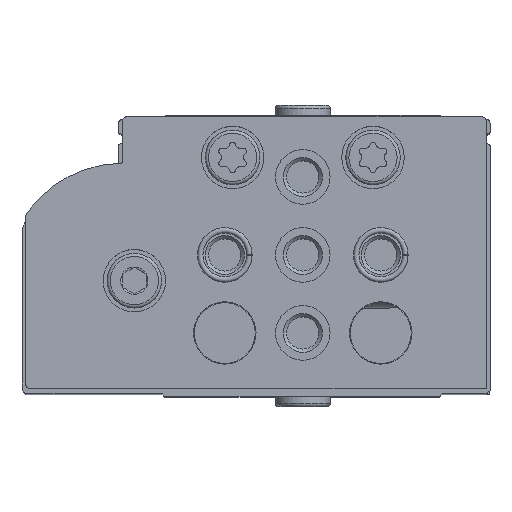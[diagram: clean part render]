
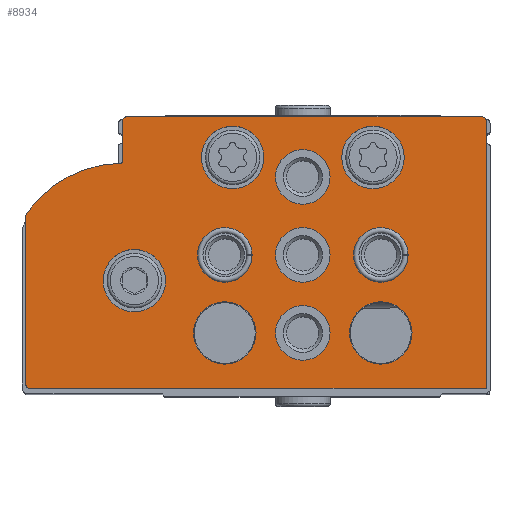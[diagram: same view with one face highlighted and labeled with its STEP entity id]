
A CAD part, top view. The second image highlights one B-rep face of the part: STEP entity #8934.
In plain terms, the highlighted face is planar.
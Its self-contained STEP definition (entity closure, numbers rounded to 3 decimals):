
#904=LINE('',#14972,#1576);
#906=LINE('',#14976,#1578);
#909=LINE('',#14984,#1581);
#914=LINE('',#15000,#1586);
#917=LINE('',#15008,#1589);
#1576=VECTOR('',#12064,1000.);
#1578=VECTOR('',#12068,1000.);
#1581=VECTOR('',#12077,1000.);
#1586=VECTOR('',#12096,1000.);
#1589=VECTOR('',#12105,1000.);
#3386=ORIENTED_EDGE('',*,*,#5034,.T.);
#3387=ORIENTED_EDGE('',*,*,#5035,.T.);
#3388=ORIENTED_EDGE('',*,*,#5036,.T.);
#3389=ORIENTED_EDGE('',*,*,#5037,.T.);
#3390=ORIENTED_EDGE('',*,*,#5038,.T.);
#3391=ORIENTED_EDGE('',*,*,#5039,.T.);
#3392=ORIENTED_EDGE('',*,*,#5040,.T.);
#3393=ORIENTED_EDGE('',*,*,#5041,.T.);
#3394=ORIENTED_EDGE('',*,*,#5042,.T.);
#3395=ORIENTED_EDGE('',*,*,#5043,.T.);
#3396=ORIENTED_EDGE('',*,*,#5011,.F.);
#3397=ORIENTED_EDGE('',*,*,#5032,.F.);
#3398=ORIENTED_EDGE('',*,*,#5030,.F.);
#3399=ORIENTED_EDGE('',*,*,#5028,.F.);
#3400=ORIENTED_EDGE('',*,*,#5026,.T.);
#3401=ORIENTED_EDGE('',*,*,#5024,.F.);
#3402=ORIENTED_EDGE('',*,*,#5022,.F.);
#3403=ORIENTED_EDGE('',*,*,#5020,.F.);
#3404=ORIENTED_EDGE('',*,*,#5018,.F.);
#3405=ORIENTED_EDGE('',*,*,#5016,.F.);
#3406=ORIENTED_EDGE('',*,*,#5014,.F.);
#5011=EDGE_CURVE('',#6004,#6005,#6566,.T.);
#5014=EDGE_CURVE('',#6005,#6006,#904,.T.);
#5016=EDGE_CURVE('',#6006,#6007,#906,.T.);
#5018=EDGE_CURVE('',#6007,#6008,#6567,.T.);
#5020=EDGE_CURVE('',#6008,#6009,#909,.T.);
#5022=EDGE_CURVE('',#6009,#6010,#6568,.T.);
#5024=EDGE_CURVE('',#6010,#6011,#6569,.T.);
#5026=EDGE_CURVE('',#6012,#6011,#6570,.T.);
#5028=EDGE_CURVE('',#6012,#6013,#914,.T.);
#5030=EDGE_CURVE('',#6013,#6014,#6571,.T.);
#5032=EDGE_CURVE('',#6014,#6004,#917,.T.);
#5034=EDGE_CURVE('',#6015,#6015,#6572,.T.);
#5035=EDGE_CURVE('',#6016,#6016,#6573,.T.);
#5036=EDGE_CURVE('',#6017,#6017,#6574,.T.);
#5037=EDGE_CURVE('',#6018,#6018,#6575,.T.);
#5038=EDGE_CURVE('',#6019,#6019,#6576,.T.);
#5039=EDGE_CURVE('',#6020,#6020,#6577,.T.);
#5040=EDGE_CURVE('',#6021,#6021,#6578,.T.);
#5041=EDGE_CURVE('',#6022,#6022,#6579,.T.);
#5042=EDGE_CURVE('',#6023,#6023,#6580,.T.);
#5043=EDGE_CURVE('',#6024,#6024,#6581,.T.);
#6004=VERTEX_POINT('',#14967);
#6005=VERTEX_POINT('',#14968);
#6006=VERTEX_POINT('',#14973);
#6007=VERTEX_POINT('',#14977);
#6008=VERTEX_POINT('',#14981);
#6009=VERTEX_POINT('',#14985);
#6010=VERTEX_POINT('',#14989);
#6011=VERTEX_POINT('',#14993);
#6012=VERTEX_POINT('',#14997);
#6013=VERTEX_POINT('',#15001);
#6014=VERTEX_POINT('',#15005);
#6015=VERTEX_POINT('',#15012);
#6016=VERTEX_POINT('',#15014);
#6017=VERTEX_POINT('',#15016);
#6018=VERTEX_POINT('',#15018);
#6019=VERTEX_POINT('',#15020);
#6020=VERTEX_POINT('',#15022);
#6021=VERTEX_POINT('',#15024);
#6022=VERTEX_POINT('',#15026);
#6023=VERTEX_POINT('',#15028);
#6024=VERTEX_POINT('',#15030);
#6566=CIRCLE('',#9857,0.5);
#6567=CIRCLE('',#9861,0.5);
#6568=CIRCLE('',#9864,1.);
#6569=CIRCLE('',#9866,15.);
#6570=CIRCLE('',#9868,0.3);
#6571=CIRCLE('',#9871,0.5);
#6572=CIRCLE('',#9874,4.);
#6573=CIRCLE('',#9875,4.);
#6574=CIRCLE('',#9876,4.);
#6575=CIRCLE('',#9877,3.5);
#6576=CIRCLE('',#9878,3.5);
#6577=CIRCLE('',#9879,3.5);
#6578=CIRCLE('',#9880,3.5);
#6579=CIRCLE('',#9881,3.5);
#6580=CIRCLE('',#9882,4.);
#6581=CIRCLE('',#9883,4.);
#7223=EDGE_LOOP('',(#3386));
#7224=EDGE_LOOP('',(#3387));
#7225=EDGE_LOOP('',(#3388));
#7226=EDGE_LOOP('',(#3389));
#7227=EDGE_LOOP('',(#3390));
#7228=EDGE_LOOP('',(#3391));
#7229=EDGE_LOOP('',(#3392));
#7230=EDGE_LOOP('',(#3393));
#7231=EDGE_LOOP('',(#3394));
#7232=EDGE_LOOP('',(#3395));
#7233=EDGE_LOOP('',(#3396,#3397,#3398,#3399,#3400,#3401,#3402,#3403,#3404,
#3405,#3406));
#8012=FACE_BOUND('',#7223,.T.);
#8013=FACE_BOUND('',#7224,.T.);
#8014=FACE_BOUND('',#7225,.T.);
#8015=FACE_BOUND('',#7226,.T.);
#8016=FACE_BOUND('',#7227,.T.);
#8017=FACE_BOUND('',#7228,.T.);
#8018=FACE_BOUND('',#7229,.T.);
#8019=FACE_BOUND('',#7230,.T.);
#8020=FACE_BOUND('',#7231,.T.);
#8021=FACE_BOUND('',#7232,.T.);
#8022=FACE_BOUND('',#7233,.T.);
#8511=PLANE('',#9873);
#8934=ADVANCED_FACE('',(#8012,#8013,#8014,#8015,#8016,#8017,#8018,#8019,
#8020,#8021,#8022),#8511,.F.);
#9857=AXIS2_PLACEMENT_3D('',#14966,#12058,#12059);
#9861=AXIS2_PLACEMENT_3D('',#14980,#12072,#12073);
#9864=AXIS2_PLACEMENT_3D('',#14988,#12081,#12082);
#9866=AXIS2_PLACEMENT_3D('',#14992,#12086,#12087);
#9868=AXIS2_PLACEMENT_3D('',#14996,#12091,#12092);
#9871=AXIS2_PLACEMENT_3D('',#15004,#12100,#12101);
#9873=AXIS2_PLACEMENT_3D('',#15010,#12107,#12108);
#9874=AXIS2_PLACEMENT_3D('',#15011,#12109,#12110);
#9875=AXIS2_PLACEMENT_3D('',#15013,#12111,#12112);
#9876=AXIS2_PLACEMENT_3D('',#15015,#12113,#12114);
#9877=AXIS2_PLACEMENT_3D('',#15017,#12115,#12116);
#9878=AXIS2_PLACEMENT_3D('',#15019,#12117,#12118);
#9879=AXIS2_PLACEMENT_3D('',#15021,#12119,#12120);
#9880=AXIS2_PLACEMENT_3D('',#15023,#12121,#12122);
#9881=AXIS2_PLACEMENT_3D('',#15025,#12123,#12124);
#9882=AXIS2_PLACEMENT_3D('',#15027,#12125,#12126);
#9883=AXIS2_PLACEMENT_3D('',#15029,#12127,#12128);
#12058=DIRECTION('',(0.,0.,1.));
#12059=DIRECTION('',(1.,0.,0.));
#12064=DIRECTION('',(0.,-1.,0.));
#12068=DIRECTION('',(1.,0.,0.));
#12072=DIRECTION('',(0.,0.,1.));
#12073=DIRECTION('',(1.,0.,0.));
#12077=DIRECTION('',(0.,1.,0.));
#12081=DIRECTION('',(0.,0.,1.));
#12082=DIRECTION('',(1.,0.,0.));
#12086=DIRECTION('',(0.,0.,1.));
#12087=DIRECTION('',(1.,0.,0.));
#12091=DIRECTION('',(0.,0.,1.));
#12092=DIRECTION('',(1.,0.,0.));
#12096=DIRECTION('',(0.,1.,0.));
#12100=DIRECTION('',(0.,0.,1.));
#12101=DIRECTION('',(1.,0.,0.));
#12105=DIRECTION('',(-1.,0.,0.));
#12107=DIRECTION('',(0.,0.,1.));
#12108=DIRECTION('',(1.,0.,0.));
#12109=DIRECTION('',(0.,0.,1.));
#12110=DIRECTION('',(1.,0.,0.));
#12111=DIRECTION('',(0.,0.,1.));
#12112=DIRECTION('',(1.,0.,0.));
#12113=DIRECTION('',(0.,0.,1.));
#12114=DIRECTION('',(1.,0.,0.));
#12115=DIRECTION('',(0.,0.,1.));
#12116=DIRECTION('',(1.,0.,0.));
#12117=DIRECTION('',(0.,0.,1.));
#12118=DIRECTION('',(1.,0.,0.));
#12119=DIRECTION('',(0.,0.,1.));
#12120=DIRECTION('',(1.,0.,0.));
#12121=DIRECTION('',(0.,0.,1.));
#12122=DIRECTION('',(1.,0.,0.));
#12123=DIRECTION('',(0.,0.,1.));
#12124=DIRECTION('',(1.,0.,0.));
#12125=DIRECTION('',(0.,0.,1.));
#12126=DIRECTION('',(1.,0.,0.));
#12127=DIRECTION('',(0.,0.,1.));
#12128=DIRECTION('',(1.,0.,0.));
#14966=CARTESIAN_POINT('',(0.5,34.3,0.));
#14967=CARTESIAN_POINT('',(0.5,34.8,0.));
#14968=CARTESIAN_POINT('',(0.,34.3,0.));
#14972=CARTESIAN_POINT('',(0.,34.3,0.));
#14973=CARTESIAN_POINT('',(0.,0.,0.));
#14976=CARTESIAN_POINT('',(0.,0.,0.));
#14977=CARTESIAN_POINT('',(58.5,0.,0.));
#14980=CARTESIAN_POINT('',(58.5,0.5,0.));
#14981=CARTESIAN_POINT('',(59.,0.5,0.));
#14984=CARTESIAN_POINT('',(59.,0.5,0.));
#14985=CARTESIAN_POINT('',(59.,21.976,0.));
#14988=CARTESIAN_POINT('',(58.,21.976,0.));
#14989=CARTESIAN_POINT('',(58.814,22.557,0.));
#14992=CARTESIAN_POINT('',(46.6,13.85,0.));
#14993=CARTESIAN_POINT('',(46.894,28.847,0.));
#14996=CARTESIAN_POINT('',(46.9,29.147,0.));
#14997=CARTESIAN_POINT('',(46.6,29.147,0.));
#15000=CARTESIAN_POINT('',(46.6,29.147,0.));
#15001=CARTESIAN_POINT('',(46.6,34.3,0.));
#15004=CARTESIAN_POINT('',(46.1,34.3,0.));
#15005=CARTESIAN_POINT('',(46.1,34.8,0.));
#15008=CARTESIAN_POINT('',(46.1,34.8,0.));
#15010=CARTESIAN_POINT('',(0.5,34.3,0.));
#15011=CARTESIAN_POINT('',(45.1,13.8,0.));
#15012=CARTESIAN_POINT('',(49.1,13.8,0.));
#15013=CARTESIAN_POINT('',(32.5,29.6,0.));
#15014=CARTESIAN_POINT('',(36.5,29.6,0.));
#15015=CARTESIAN_POINT('',(14.5,29.6,0.));
#15016=CARTESIAN_POINT('',(18.5,29.6,0.));
#15017=CARTESIAN_POINT('',(23.5,27.1,0.));
#15018=CARTESIAN_POINT('',(27.,27.1,0.));
#15019=CARTESIAN_POINT('',(33.5,17.1,0.));
#15020=CARTESIAN_POINT('',(37.,17.1,0.));
#15021=CARTESIAN_POINT('',(23.5,17.1,0.));
#15022=CARTESIAN_POINT('',(27.,17.1,0.));
#15023=CARTESIAN_POINT('',(13.5,17.1,0.));
#15024=CARTESIAN_POINT('',(17.,17.1,0.));
#15025=CARTESIAN_POINT('',(23.5,7.1,0.));
#15026=CARTESIAN_POINT('',(27.,7.1,0.));
#15027=CARTESIAN_POINT('',(33.5,7.1,0.));
#15028=CARTESIAN_POINT('',(37.5,7.1,0.));
#15029=CARTESIAN_POINT('',(13.5,7.1,0.));
#15030=CARTESIAN_POINT('',(17.5,7.1,0.));
